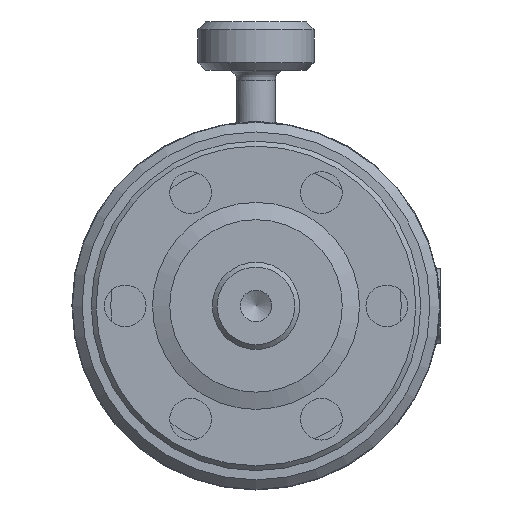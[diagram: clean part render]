
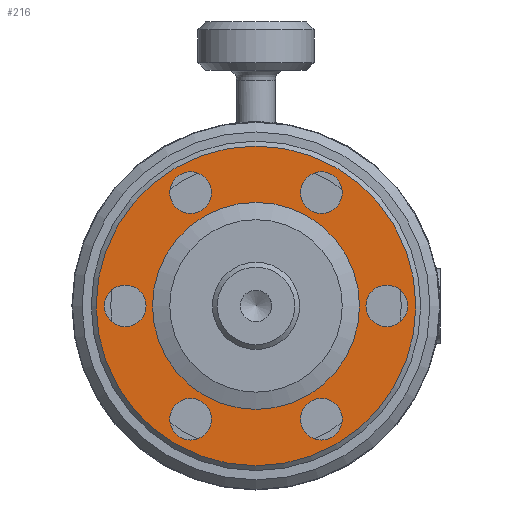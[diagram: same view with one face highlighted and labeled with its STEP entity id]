
A CAD part, front view. The second image highlights one B-rep face of the part: STEP entity #216.
In plain terms, the highlighted planar face has unit normal (0, -1, 0).
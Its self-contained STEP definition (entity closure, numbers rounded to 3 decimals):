
#216 = ADVANCED_FACE( '', ( #477, #478, #479, #480, #481, #482, #483, #484 ), #485, .T. );
#477 = FACE_OUTER_BOUND( '', #785, .T. );
#478 = FACE_BOUND( '', #786, .T. );
#479 = FACE_BOUND( '', #787, .T. );
#480 = FACE_BOUND( '', #788, .T. );
#481 = FACE_BOUND( '', #789, .T. );
#482 = FACE_BOUND( '', #790, .T. );
#483 = FACE_BOUND( '', #791, .T. );
#484 = FACE_BOUND( '', #792, .T. );
#485 = PLANE( '', #793 );
#785 = EDGE_LOOP( '', ( #1261 ) );
#786 = EDGE_LOOP( '', ( #1262 ) );
#787 = EDGE_LOOP( '', ( #1263 ) );
#788 = EDGE_LOOP( '', ( #1264 ) );
#789 = EDGE_LOOP( '', ( #1265 ) );
#790 = EDGE_LOOP( '', ( #1266 ) );
#791 = EDGE_LOOP( '', ( #1267 ) );
#792 = EDGE_LOOP( '', ( #1268 ) );
#793 = AXIS2_PLACEMENT_3D( '', #1269, #1270, #1271 );
#1261 = ORIENTED_EDGE( '', *, *, #1568, .T. );
#1262 = ORIENTED_EDGE( '', *, *, #1613, .T. );
#1263 = ORIENTED_EDGE( '', *, *, #1614, .T. );
#1264 = ORIENTED_EDGE( '', *, *, #1579, .T. );
#1265 = ORIENTED_EDGE( '', *, *, #1615, .T. );
#1266 = ORIENTED_EDGE( '', *, *, #1616, .T. );
#1267 = ORIENTED_EDGE( '', *, *, #1531, .F. );
#1268 = ORIENTED_EDGE( '', *, *, #1617, .T. );
#1269 = CARTESIAN_POINT( '', ( 0., 0., 10.68 ) );
#1270 = DIRECTION( '', ( 0., -1., 0. ) );
#1271 = DIRECTION( '', ( 0., 0., -1. ) );
#1531 = EDGE_CURVE( '', #1787, #1787, #1788, .T. );
#1568 = EDGE_CURVE( '', #1844, #1844, #1845, .T. );
#1579 = EDGE_CURVE( '', #1859, #1859, #1860, .T. );
#1613 = EDGE_CURVE( '', #1907, #1907, #1908, .T. );
#1614 = EDGE_CURVE( '', #1909, #1909, #1910, .T. );
#1615 = EDGE_CURVE( '', #1911, #1911, #1912, .T. );
#1616 = EDGE_CURVE( '', #1913, #1913, #1914, .T. );
#1617 = EDGE_CURVE( '', #1915, #1915, #1916, .T. );
#1787 = VERTEX_POINT( '', #2163 );
#1788 = CIRCLE( '', #2164, 10.68 );
#1844 = VERTEX_POINT( '', #2264 );
#1845 = CIRCLE( '', #2265, 16.5 );
#1859 = VERTEX_POINT( '', #2313 );
#1860 = CIRCLE( '', #2314, 2.15 );
#1907 = VERTEX_POINT( '', #2367 );
#1908 = CIRCLE( '', #2368, 2.15 );
#1909 = VERTEX_POINT( '', #2369 );
#1910 = CIRCLE( '', #2370, 2.15 );
#1911 = VERTEX_POINT( '', #2371 );
#1912 = CIRCLE( '', #2372, 2.15 );
#1913 = VERTEX_POINT( '', #2373 );
#1914 = CIRCLE( '', #2374, 2.15 );
#1915 = VERTEX_POINT( '', #2375 );
#1916 = CIRCLE( '', #2376, 2.15 );
#2163 = CARTESIAN_POINT( '', ( 0., 0., -10.68 ) );
#2164 = AXIS2_PLACEMENT_3D( '', #2586, #2587, #2588 );
#2264 = CARTESIAN_POINT( '', ( 0., 0., -16.5 ) );
#2265 = AXIS2_PLACEMENT_3D( '', #2639, #2640, #2641 );
#2313 = CARTESIAN_POINT( '', ( -15.65, 0., 0. ) );
#2314 = AXIS2_PLACEMENT_3D( '', #2648, #2649, #2650 );
#2367 = CARTESIAN_POINT( '', ( 7.825, 0., -13.553 ) );
#2368 = AXIS2_PLACEMENT_3D( '', #2690, #2691, #2692 );
#2369 = CARTESIAN_POINT( '', ( -7.825, 0., -13.553 ) );
#2370 = AXIS2_PLACEMENT_3D( '', #2693, #2694, #2695 );
#2371 = CARTESIAN_POINT( '', ( -7.825, 0., 13.553 ) );
#2372 = AXIS2_PLACEMENT_3D( '', #2696, #2697, #2698 );
#2373 = CARTESIAN_POINT( '', ( 7.825, 0., 13.553 ) );
#2374 = AXIS2_PLACEMENT_3D( '', #2699, #2700, #2701 );
#2375 = CARTESIAN_POINT( '', ( 15.65, 0., 0. ) );
#2376 = AXIS2_PLACEMENT_3D( '', #2702, #2703, #2704 );
#2586 = CARTESIAN_POINT( '', ( 0., 0., 0. ) );
#2587 = DIRECTION( '', ( 0., -1., 0. ) );
#2588 = DIRECTION( '', ( 0., 0., -1. ) );
#2639 = CARTESIAN_POINT( '', ( 0., 0., 0. ) );
#2640 = DIRECTION( '', ( 0., -1., 0. ) );
#2641 = DIRECTION( '', ( 0., 0., -1. ) );
#2648 = CARTESIAN_POINT( '', ( -13.5, 0., 0. ) );
#2649 = DIRECTION( '', ( 0., 1., 0. ) );
#2650 = DIRECTION( '', ( -1., 0., 0. ) );
#2690 = CARTESIAN_POINT( '', ( 6.75, 0., -11.691 ) );
#2691 = DIRECTION( '', ( 0., 1., 0. ) );
#2692 = DIRECTION( '', ( 0.5, 0., -0.866 ) );
#2693 = CARTESIAN_POINT( '', ( -6.75, 0., -11.691 ) );
#2694 = DIRECTION( '', ( 0., 1., 0. ) );
#2695 = DIRECTION( '', ( -0.5, 0., -0.866 ) );
#2696 = CARTESIAN_POINT( '', ( -6.75, 0., 11.691 ) );
#2697 = DIRECTION( '', ( 0., 1., 0. ) );
#2698 = DIRECTION( '', ( -0.5, 0., 0.866 ) );
#2699 = CARTESIAN_POINT( '', ( 6.75, 0., 11.691 ) );
#2700 = DIRECTION( '', ( 0., 1., 0. ) );
#2701 = DIRECTION( '', ( 0.5, 0., 0.866 ) );
#2702 = CARTESIAN_POINT( '', ( 13.5, 0., 0. ) );
#2703 = DIRECTION( '', ( 0., 1., 0. ) );
#2704 = DIRECTION( '', ( 1., 0., 0. ) );
